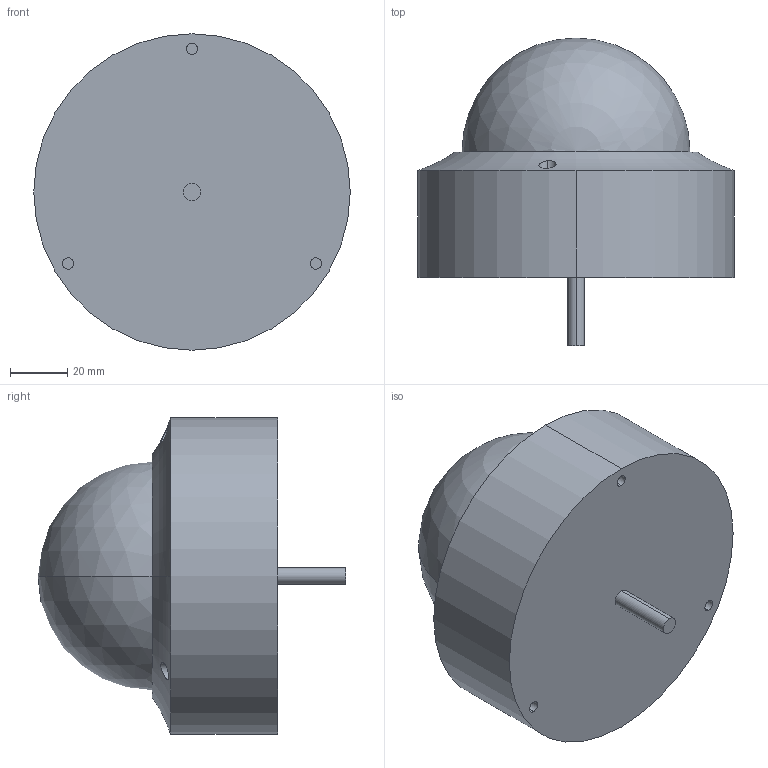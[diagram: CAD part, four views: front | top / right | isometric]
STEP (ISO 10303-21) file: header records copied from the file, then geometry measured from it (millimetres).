
FILE_DESCRIPTION (( 'STEP AP203' ), '1' );
FILE_NAME ('HikVision Exir.STEP', '2020-09-06T08:50:28', ( '' ), ( '' ), 'SwSTEP 2.0', 'SolidWorks 2017', '' );
FILE_SCHEMA (( 'CONFIG_CONTROL_DESIGN' ));
Length unit declared in the file: millimetre
Products named in the file (1): HikVision Exir
Bounding box: 111 x 108 x 111 mm (x, y, z)
Volume: 543864.3 mm3; surface area: 39401.6 mm2
Topology: 1 solids, 1 shells, 29 faces, 62 edges, 41 vertices
Faces by surface type: cylinder 16, plane 9, sphere 2, torus 2
Entity records: 1025 total; most frequent: CARTESIAN_POINT 311, DIRECTION 148, ORIENTED_EDGE 116, AXIS2_PLACEMENT_3D 66, EDGE_CURVE 58, VERTEX_POINT 39, EDGE_LOOP 37, CIRCLE 36
